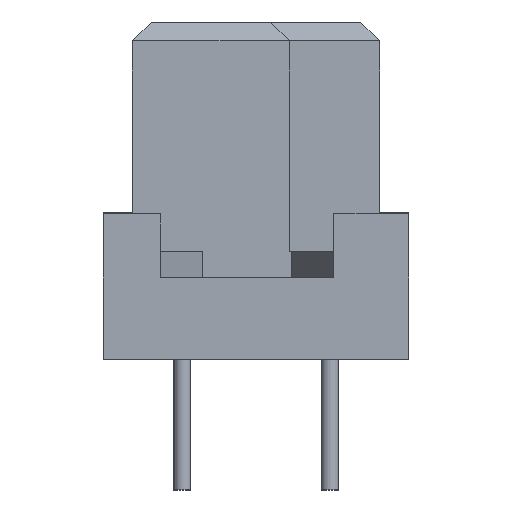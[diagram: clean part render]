
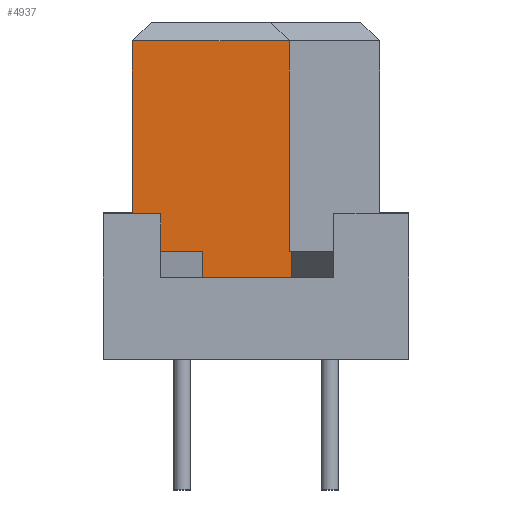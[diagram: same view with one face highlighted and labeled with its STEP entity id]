
A CAD part, front view. The second image highlights one B-rep face of the part: STEP entity #4937.
In plain terms, the highlighted planar face has unit normal (0, -1, 0).
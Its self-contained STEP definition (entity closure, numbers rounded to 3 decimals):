
#4122=CARTESIAN_POINT('',(3.69,-81.87,3.7));
#4123=VERTEX_POINT('',#4122);
#4124=CARTESIAN_POINT('',(3.69,-81.87,10.95));
#4125=VERTEX_POINT('',#4124);
#4126=CARTESIAN_POINT('',(3.69,-81.87,3.7));
#4127=DIRECTION('',(0.0,0.0,1.0));
#4128=VECTOR('',#4127,7.25);
#4129=LINE('',#4126,#4128);
#4130=EDGE_CURVE('',#4123,#4125,#4129,.T.);
#4172=CARTESIAN_POINT('',(-1.71,-81.87,10.95));
#4173=VERTEX_POINT('',#4172);
#4180=CARTESIAN_POINT('',(-1.71,-81.87,10.95));
#4181=DIRECTION('',(1.0,0.0,0.0));
#4182=VECTOR('',#4181,5.4);
#4183=LINE('',#4180,#4182);
#4184=EDGE_CURVE('',#4173,#4125,#4183,.T.);
#4235=CARTESIAN_POINT('',(3.772,-81.87,2.8));
#4236=VERTEX_POINT('',#4235);
#4237=CARTESIAN_POINT('',(3.772,-81.87,3.7));
#4238=VERTEX_POINT('',#4237);
#4239=CARTESIAN_POINT('',(3.772,-81.87,2.8));
#4240=DIRECTION('',(0.0,0.0,1.0));
#4241=VECTOR('',#4240,0.9);
#4242=LINE('',#4239,#4241);
#4243=EDGE_CURVE('',#4236,#4238,#4242,.T.);
#4481=CARTESIAN_POINT('',(0.708,-81.87,2.8));
#4482=VERTEX_POINT('',#4481);
#4483=CARTESIAN_POINT('',(0.708,-81.87,2.8));
#4484=DIRECTION('',(1.0,0.0,0.0));
#4485=VECTOR('',#4484,3.063);
#4486=LINE('',#4483,#4485);
#4487=EDGE_CURVE('',#4482,#4236,#4486,.T.);
#4847=CARTESIAN_POINT('',(-1.71,-81.87,3.7));
#4848=VERTEX_POINT('',#4847);
#4855=CARTESIAN_POINT('',(-1.71,-81.87,3.7));
#4856=DIRECTION('',(0.0,0.0,1.0));
#4857=VECTOR('',#4856,7.25);
#4858=LINE('',#4855,#4857);
#4859=EDGE_CURVE('',#4848,#4173,#4858,.T.);
#4879=CARTESIAN_POINT('',(0.708,-81.87,3.7));
#4880=VERTEX_POINT('',#4879);
#4887=CARTESIAN_POINT('',(-1.71,-81.87,3.7));
#4888=DIRECTION('',(1.0,0.0,0.0));
#4889=VECTOR('',#4888,2.418);
#4890=LINE('',#4887,#4889);
#4891=EDGE_CURVE('',#4848,#4880,#4890,.T.);
#4907=CARTESIAN_POINT('',(0.708,-81.87,3.7));
#4908=DIRECTION('',(0.0,0.0,-1.0));
#4909=VECTOR('',#4908,0.9);
#4910=LINE('',#4907,#4909);
#4911=EDGE_CURVE('',#4880,#4482,#4910,.T.);
#4917=CARTESIAN_POINT('',(-2.81,-81.87,7.2));
#4918=DIRECTION('',(0.0,-1.0,0.0));
#4919=DIRECTION('',(1.0,0.0,0.0));
#4920=AXIS2_PLACEMENT_3D('',#4917,#4918,#4919);
#4921=PLANE('',#4920);
#4922=ORIENTED_EDGE('',*,*,#4911,.T.);
#4923=ORIENTED_EDGE('',*,*,#4487,.T.);
#4924=ORIENTED_EDGE('',*,*,#4243,.T.);
#4925=CARTESIAN_POINT('',(3.772,-81.87,3.7));
#4926=DIRECTION('',(-1.0,0.0,0.0));
#4927=VECTOR('',#4926,0.082);
#4928=LINE('',#4925,#4927);
#4929=EDGE_CURVE('',#4238,#4123,#4928,.T.);
#4930=ORIENTED_EDGE('',*,*,#4929,.T.);
#4931=ORIENTED_EDGE('',*,*,#4130,.T.);
#4932=ORIENTED_EDGE('',*,*,#4184,.F.);
#4933=ORIENTED_EDGE('',*,*,#4859,.F.);
#4934=ORIENTED_EDGE('',*,*,#4891,.T.);
#4935=EDGE_LOOP('',(#4922,#4923,#4924,#4930,#4931,#4932,#4933,#4934));
#4936=FACE_OUTER_BOUND('',#4935,.T.);
#4937=ADVANCED_FACE('',(#4936),#4921,.T.);
